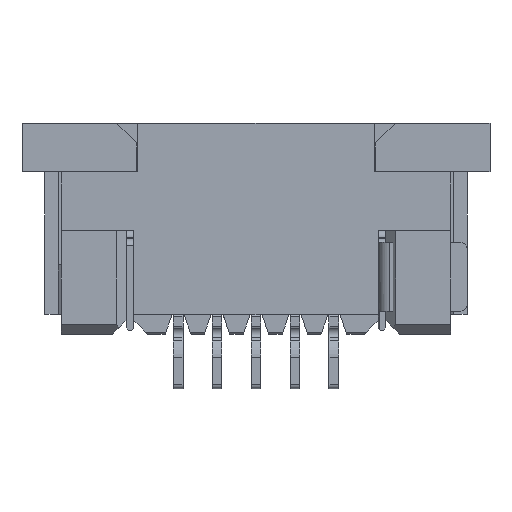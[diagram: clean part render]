
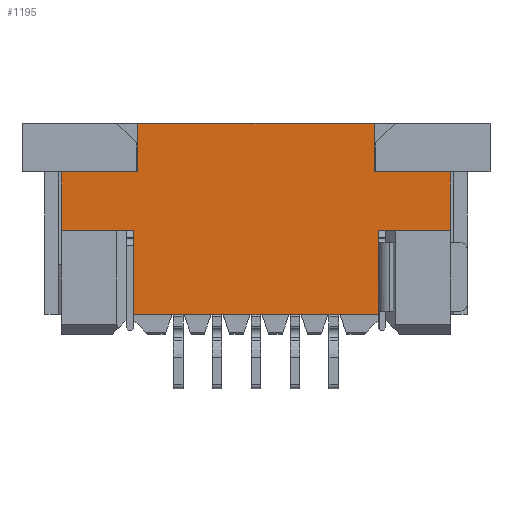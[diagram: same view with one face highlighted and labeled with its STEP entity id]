
A CAD part, front view. The second image highlights one B-rep face of the part: STEP entity #1195.
In plain terms, the highlighted face is planar.
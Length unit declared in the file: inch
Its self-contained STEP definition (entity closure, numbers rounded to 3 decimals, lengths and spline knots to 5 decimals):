
#1195 = ADVANCED_FACE( '', ( #2615 ), #2616, .F. );
#2615 = FACE_OUTER_BOUND( '', #4289, .T. );
#2616 = PLANE( '', #4290 );
#4289 = EDGE_LOOP( '', ( #7758, #7759, #7760, #7761, #7762, #7763, #7764, #7765, #7766, #7767, #7768, #7769 ) );
#4290 = AXIS2_PLACEMENT_3D( '', #7770, #7771, #7772 );
#7758 = ORIENTED_EDGE( '', *, *, #12057, .F. );
#7759 = ORIENTED_EDGE( '', *, *, #12058, .F. );
#7760 = ORIENTED_EDGE( '', *, *, #11708, .T. );
#7761 = ORIENTED_EDGE( '', *, *, #12059, .F. );
#7762 = ORIENTED_EDGE( '', *, *, #12060, .F. );
#7763 = ORIENTED_EDGE( '', *, *, #12061, .T. );
#7764 = ORIENTED_EDGE( '', *, *, #11723, .F. );
#7765 = ORIENTED_EDGE( '', *, *, #12062, .F. );
#7766 = ORIENTED_EDGE( '', *, *, #12063, .F. );
#7767 = ORIENTED_EDGE( '', *, *, #12064, .T. );
#7768 = ORIENTED_EDGE( '', *, *, #12065, .F. );
#7769 = ORIENTED_EDGE( '', *, *, #12066, .F. );
#7770 = CARTESIAN_POINT( '', ( 0.19693, 0., -0.059 ) );
#7771 = DIRECTION( '', ( 0., 0., 1. ) );
#7772 = DIRECTION( '', ( 1., 0., 0. ) );
#11708 = EDGE_CURVE( '', #14614, #14629, #14631, .T. );
#11723 = EDGE_CURVE( '', #14653, #14655, #14656, .T. );
#12057 = EDGE_CURVE( '', #15142, #15143, #15144, .T. );
#12058 = EDGE_CURVE( '', #14614, #15142, #15145, .T. );
#12059 = EDGE_CURVE( '', #15146, #14629, #15147, .T. );
#12060 = EDGE_CURVE( '', #15148, #15146, #15149, .T. );
#12061 = EDGE_CURVE( '', #15148, #14655, #15150, .T. );
#12062 = EDGE_CURVE( '', #15151, #14653, #15152, .T. );
#12063 = EDGE_CURVE( '', #15153, #15151, #15154, .T. );
#12064 = EDGE_CURVE( '', #15153, #15155, #15156, .T. );
#12065 = EDGE_CURVE( '', #15157, #15155, #15158, .T. );
#12066 = EDGE_CURVE( '', #15143, #15157, #15159, .T. );
#14614 = VERTEX_POINT( '', #18577 );
#14629 = VERTEX_POINT( '', #18601 );
#14631 = LINE( '', #18604, #18605 );
#14653 = VERTEX_POINT( '', #18637 );
#14655 = VERTEX_POINT( '', #18640 );
#14656 = LINE( '', #18641, #18642 );
#15142 = VERTEX_POINT( '', #19340 );
#15143 = VERTEX_POINT( '', #19341 );
#15144 = LINE( '', #19342, #19343 );
#15145 = LINE( '', #19344, #19345 );
#15146 = VERTEX_POINT( '', #19346 );
#15147 = LINE( '', #19347, #19348 );
#15148 = VERTEX_POINT( '', #19349 );
#15149 = LINE( '', #19350, #19351 );
#15150 = LINE( '', #19352, #19353 );
#15151 = VERTEX_POINT( '', #19354 );
#15152 = LINE( '', #19355, #19356 );
#15153 = VERTEX_POINT( '', #19357 );
#15154 = LINE( '', #19358, #19359 );
#15155 = VERTEX_POINT( '', #19360 );
#15156 = LINE( '', #19361, #19362 );
#15157 = VERTEX_POINT( '', #19363 );
#15158 = LINE( '', #19364, #19365 );
#15159 = LINE( '', #19366, #19367 );
#18577 = CARTESIAN_POINT( '', ( 0.1193, 0., -0.059 ) );
#18601 = CARTESIAN_POINT( '', ( -0.1193, 0., -0.059 ) );
#18604 = CARTESIAN_POINT( '', ( 0.19693, 0., -0.059 ) );
#18605 = VECTOR( '', #21899, 39.37008 );
#18637 = CARTESIAN_POINT( '', ( -0.12343, 0.10827, -0.059 ) );
#18640 = CARTESIAN_POINT( '', ( -0.19693, 0.10827, -0.059 ) );
#18641 = CARTESIAN_POINT( '', ( -0.12343, 0.10827, -0.059 ) );
#18642 = VECTOR( '', #21911, 39.37008 );
#19340 = CARTESIAN_POINT( '', ( 0.1193, 0.049, -0.059 ) );
#19341 = CARTESIAN_POINT( '', ( 0.19693, 0.049, -0.059 ) );
#19342 = CARTESIAN_POINT( '', ( 0.19693, 0.049, -0.059 ) );
#19343 = VECTOR( '', #22259, 39.37008 );
#19344 = CARTESIAN_POINT( '', ( 0.1193, 0., -0.059 ) );
#19345 = VECTOR( '', #22260, 39.37008 );
#19346 = CARTESIAN_POINT( '', ( -0.1193, 0.049, -0.059 ) );
#19347 = CARTESIAN_POINT( '', ( -0.1193, 0., -0.059 ) );
#19348 = VECTOR( '', #22261, 39.37008 );
#19349 = CARTESIAN_POINT( '', ( -0.19693, 0.049, -0.059 ) );
#19350 = CARTESIAN_POINT( '', ( 0.19693, 0.049, -0.059 ) );
#19351 = VECTOR( '', #22262, 39.37008 );
#19352 = CARTESIAN_POINT( '', ( -0.19693, 0., -0.059 ) );
#19353 = VECTOR( '', #22263, 39.37008 );
#19354 = CARTESIAN_POINT( '', ( -0.12343, 0.19332, -0.059 ) );
#19355 = CARTESIAN_POINT( '', ( -0.12343, 0.31727, -0.059 ) );
#19356 = VECTOR( '', #22264, 39.37008 );
#19357 = CARTESIAN_POINT( '', ( 0.12343, 0.19332, -0.059 ) );
#19358 = CARTESIAN_POINT( '', ( 0.19693, 0.19332, -0.059 ) );
#19359 = VECTOR( '', #22265, 39.37008 );
#19360 = CARTESIAN_POINT( '', ( 0.12343, 0.10827, -0.059 ) );
#19361 = CARTESIAN_POINT( '', ( 0.12343, 0.31727, -0.059 ) );
#19362 = VECTOR( '', #22266, 39.37008 );
#19363 = CARTESIAN_POINT( '', ( 0.19693, 0.10827, -0.059 ) );
#19364 = CARTESIAN_POINT( '', ( 0.21343, 0.10827, -0.059 ) );
#19365 = VECTOR( '', #22267, 39.37008 );
#19366 = CARTESIAN_POINT( '', ( 0.19693, 0., -0.059 ) );
#19367 = VECTOR( '', #22268, 39.37008 );
#21899 = DIRECTION( '', ( -1., 0., 0. ) );
#21911 = DIRECTION( '', ( -1., 0., 0. ) );
#22259 = DIRECTION( '', ( 1., 0., 0. ) );
#22260 = DIRECTION( '', ( 0., 1., 0. ) );
#22261 = DIRECTION( '', ( 0., -1., 0. ) );
#22262 = DIRECTION( '', ( 1., 0., 0. ) );
#22263 = DIRECTION( '', ( 0., 1., 0. ) );
#22264 = DIRECTION( '', ( 0., -1., 0. ) );
#22265 = DIRECTION( '', ( -1., 0., 0. ) );
#22266 = DIRECTION( '', ( 0., -1., 0. ) );
#22267 = DIRECTION( '', ( -1., 0., 0. ) );
#22268 = DIRECTION( '', ( 0., 1., 0. ) );
